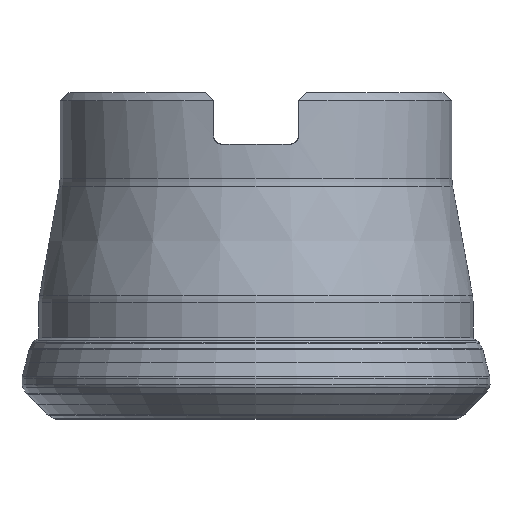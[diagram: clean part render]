
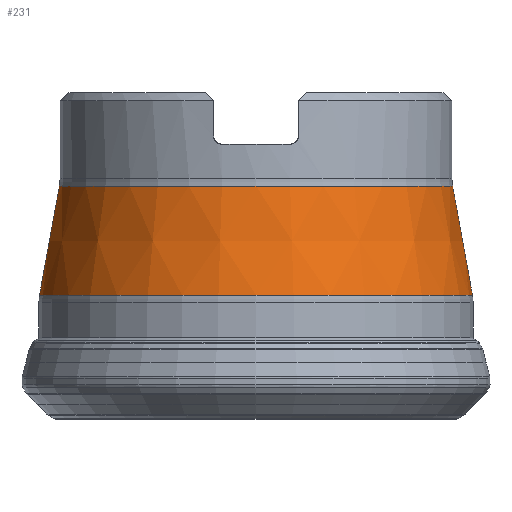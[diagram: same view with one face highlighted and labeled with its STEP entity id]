
A CAD part, front view. The second image highlights one B-rep face of the part: STEP entity #231.
In plain terms, the highlighted conical face has half-angle 10.294 degrees and reference radius 26.584 mm.
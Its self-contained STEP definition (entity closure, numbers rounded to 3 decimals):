
#163=CONICAL_SURFACE('',#1459,26.584,10.294);
#231=ADVANCED_FACE('',(#561,#562),#163,.T.);
#561=FACE_BOUND('',#723,.T.);
#562=FACE_BOUND('',#724,.T.);
#723=EDGE_LOOP('',(#909));
#724=EDGE_LOOP('',(#910));
#909=ORIENTED_EDGE('',*,*,#1228,.T.);
#910=ORIENTED_EDGE('',*,*,#1229,.T.);
#1117=VERTEX_POINT('',#2402);
#1118=VERTEX_POINT('',#2404);
#1228=EDGE_CURVE('',#1117,#1117,#1355,.T.);
#1229=EDGE_CURVE('',#1118,#1118,#1356,.T.);
#1355=CIRCLE('',#1457,24.08);
#1356=CIRCLE('',#1458,26.503);
#1457=AXIS2_PLACEMENT_3D('',#2401,#1732,#1733);
#1458=AXIS2_PLACEMENT_3D('',#2403,#1734,#1735);
#1459=AXIS2_PLACEMENT_3D('',#2405,#1736,#1737);
#1732=DIRECTION('',(0.,0.,-1.));
#1733=DIRECTION('',(-1.,0.,0.));
#1734=DIRECTION('',(0.,0.,1.));
#1735=DIRECTION('',(1.,0.,0.));
#1736=DIRECTION('',(0.,0.,-1.));
#1737=DIRECTION('',(-1.,0.,0.));
#2401=CARTESIAN_POINT('',(0.,0.,-11.443));
#2402=CARTESIAN_POINT('',(-24.08,0.,-11.443));
#2403=CARTESIAN_POINT('',(0.,0.,-24.784));
#2404=CARTESIAN_POINT('',(26.503,0.,-24.784));
#2405=CARTESIAN_POINT('',(0.,0.,-25.227));
